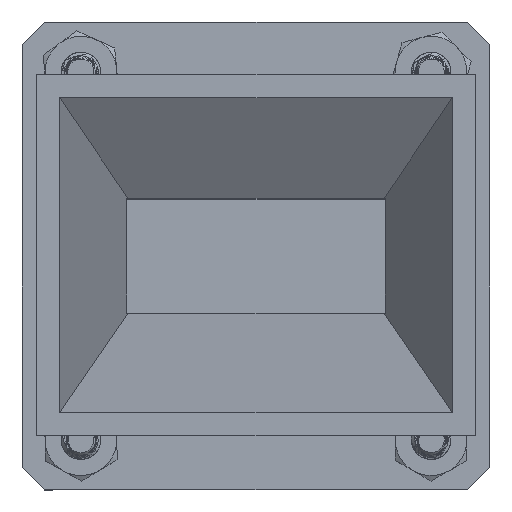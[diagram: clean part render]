
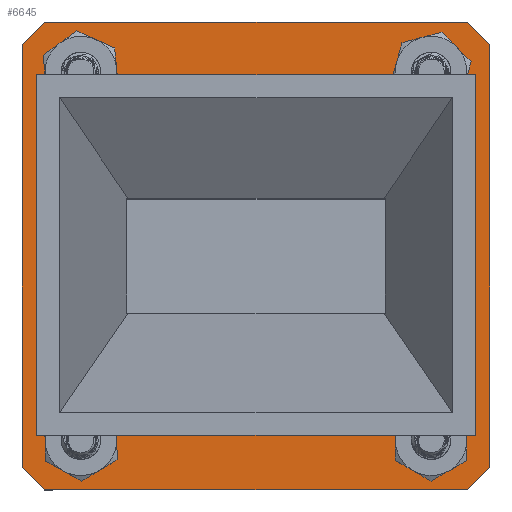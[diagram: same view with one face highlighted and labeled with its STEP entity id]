
A CAD part, top view. The second image highlights one B-rep face of the part: STEP entity #6645.
In plain terms, the highlighted planar face has unit normal (0, 0, 1).
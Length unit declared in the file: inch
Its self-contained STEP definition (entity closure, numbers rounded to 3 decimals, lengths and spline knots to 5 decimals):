
#86 = VECTOR ( 'NONE', #9698, 39.37008 ) ;
#135 = EDGE_LOOP ( 'NONE', ( #29624 ) ) ;
#414 = FACE_BOUND ( 'NONE', #37400, .T. ) ;
#470 = DIRECTION ( 'NONE',  ( 0., -1., 0. ) ) ;
#772 = CARTESIAN_POINT ( 'NONE',  ( 0.64016, -0.60984, 1.5748 ) ) ;
#928 = VERTEX_POINT ( 'NONE', #34333 ) ;
#1727 = DIRECTION ( 'NONE',  ( 0., 1., 0. ) ) ;
#3039 = EDGE_CURVE ( 'NONE', #39121, #928, #20399, .T. ) ;
#3430 = ORIENTED_EDGE ( 'NONE', *, *, #12916, .T. ) ;
#3577 = DIRECTION ( 'NONE',  ( -1., 0., 0. ) ) ;
#3723 = CARTESIAN_POINT ( 'NONE',  ( -0.29843, -0.81496, 1.5748 ) ) ;
#3896 = VECTOR ( 'NONE', #15694, 39.37008 ) ;
#4142 = AXIS2_PLACEMENT_3D ( 'NONE', #28405, #32117, #6526 ) ;
#4366 = DIRECTION ( 'NONE',  ( 1., 0., 0. ) ) ;
#4542 = ORIENTED_EDGE ( 'NONE', *, *, #9207, .T. ) ;
#4905 = VERTEX_POINT ( 'NONE', #30854 ) ;
#5290 = CARTESIAN_POINT ( 'NONE',  ( -0.35748, 0.60748, 1.5748 ) ) ;
#6327 = VERTEX_POINT ( 'NONE', #8454 ) ;
#6335 = VERTEX_POINT ( 'NONE', #30964 ) ;
#6388 = FACE_OUTER_BOUND ( 'NONE', #23599, .T. ) ;
#6467 = CIRCLE ( 'NONE', #22232, 0.08465 ) ;
#6526 = DIRECTION ( 'NONE',  ( -1., 0., 0. ) ) ;
#6645 = ADVANCED_FACE ( 'NONE', ( #37771, #34675, #414, #25364, #25564, #6388 ), #19588, .F. ) ;
#6770 = AXIS2_PLACEMENT_3D ( 'NONE', #23846, #23646, #33182 ) ;
#7547 = VERTEX_POINT ( 'NONE', #16850 ) ;
#7815 = ORIENTED_EDGE ( 'NONE', *, *, #25327, .T. ) ;
#7901 = AXIS2_PLACEMENT_3D ( 'NONE', #32176, #38177, #18975 ) ;
#7955 = VECTOR ( 'NONE', #1727, 39.37008 ) ;
#8211 = DIRECTION ( 'NONE',  ( -1., 0., 0. ) ) ;
#8324 = EDGE_CURVE ( 'NONE', #37047, #31358, #32486, .T. ) ;
#8454 = CARTESIAN_POINT ( 'NONE',  ( 0.81496, 0.73622, 1.5748 ) ) ;
#8620 = CARTESIAN_POINT ( 'NONE',  ( -0.64016, 0.60984, 1.5748 ) ) ;
#8660 = ORIENTED_EDGE ( 'NONE', *, *, #16298, .T. ) ;
#8686 = EDGE_LOOP ( 'NONE', ( #11843 ) ) ;
#8753 = VECTOR ( 'NONE', #24165, 39.37008 ) ;
#8821 = VERTEX_POINT ( 'NONE', #34018 ) ;
#9207 = EDGE_CURVE ( 'NONE', #6327, #38040, #37585, .T. ) ;
#9321 = CIRCLE ( 'NONE', #32399, 0.08465 ) ;
#9613 = VERTEX_POINT ( 'NONE', #13137 ) ;
#9698 = DIRECTION ( 'NONE',  ( -0.707, 0.707, 0. ) ) ;
#10476 = DIRECTION ( 'NONE',  ( 1., 0., 0. ) ) ;
#10814 = ORIENTED_EDGE ( 'NONE', *, *, #40802, .F. ) ;
#11088 = LINE ( 'NONE', #29913, #20804 ) ;
#11388 = VECTOR ( 'NONE', #34227, 39.37008 ) ;
#11565 = LINE ( 'NONE', #29978, #8753 ) ;
#11777 = EDGE_CURVE ( 'NONE', #8821, #8821, #22551, .T. ) ;
#11843 = ORIENTED_EDGE ( 'NONE', *, *, #34423, .T. ) ;
#11891 = ORIENTED_EDGE ( 'NONE', *, *, #31216, .F. ) ;
#12015 = CARTESIAN_POINT ( 'NONE',  ( 0.73622, -0.81496, 1.5748 ) ) ;
#12019 = ORIENTED_EDGE ( 'NONE', *, *, #40658, .F. ) ;
#12824 = VERTEX_POINT ( 'NONE', #39043 ) ;
#12837 = LINE ( 'NONE', #25433, #34466 ) ;
#12916 = EDGE_CURVE ( 'NONE', #9613, #4905, #34029, .T. ) ;
#12991 = CARTESIAN_POINT ( 'NONE',  ( 0.81496, 0.73622, 1.5748 ) ) ;
#13137 = CARTESIAN_POINT ( 'NONE',  ( -0.81496, -0.73622, 1.5748 ) ) ;
#13629 = ORIENTED_EDGE ( 'NONE', *, *, #31631, .T. ) ;
#13930 = VERTEX_POINT ( 'NONE', #33558 ) ;
#13978 = VERTEX_POINT ( 'NONE', #24000 ) ;
#14834 = VECTOR ( 'NONE', #4366, 39.37008 ) ;
#15694 = DIRECTION ( 'NONE',  ( -1., 0., 0. ) ) ;
#15748 = LINE ( 'NONE', #28550, #18381 ) ;
#16298 = EDGE_CURVE ( 'NONE', #30778, #13978, #11565, .T. ) ;
#16850 = CARTESIAN_POINT ( 'NONE',  ( 0.55551, 0.60984, 1.5748 ) ) ;
#17250 = ORIENTED_EDGE ( 'NONE', *, *, #11777, .T. ) ;
#17786 = ORIENTED_EDGE ( 'NONE', *, *, #3039, .T. ) ;
#17866 = CARTESIAN_POINT ( 'NONE',  ( -0.7248, 0.60984, 1.5748 ) ) ;
#18381 = VECTOR ( 'NONE', #3577, 39.37008 ) ;
#18786 = LINE ( 'NONE', #3723, #3896 ) ;
#18945 = CARTESIAN_POINT ( 'NONE',  ( -0.81496, -0.73622, 1.5748 ) ) ;
#18975 = DIRECTION ( 'NONE',  ( -1., 0., 0. ) ) ;
#19252 = EDGE_CURVE ( 'NONE', #6335, #12824, #12837, .T. ) ;
#19263 = CARTESIAN_POINT ( 'NONE',  ( 0.73622, 0.81496, 1.5748 ) ) ;
#19588 = PLANE ( 'NONE',  #7901 ) ;
#19725 = CARTESIAN_POINT ( 'NONE',  ( -0.81496, 0.54843, 1.5748 ) ) ;
#20022 = LINE ( 'NONE', #39240, #14834 ) ;
#20284 = CARTESIAN_POINT ( 'NONE',  ( -0.35748, -0.81496, 1.5748 ) ) ;
#20399 = LINE ( 'NONE', #39000, #33367 ) ;
#20804 = VECTOR ( 'NONE', #10476, 39.37008 ) ;
#21591 = EDGE_CURVE ( 'NONE', #7547, #7547, #37181, .T. ) ;
#22232 = AXIS2_PLACEMENT_3D ( 'NONE', #772, #25735, #22619 ) ;
#22551 = CIRCLE ( 'NONE', #6770, 0.08465 ) ;
#22619 = DIRECTION ( 'NONE',  ( -1., 0., 0. ) ) ;
#23163 = ORIENTED_EDGE ( 'NONE', *, *, #33503, .F. ) ;
#23190 = LINE ( 'NONE', #19725, #28055 ) ;
#23599 = EDGE_LOOP ( 'NONE', ( #10814, #17786, #23163, #3430, #11891, #8660, #12019, #4542 ) ) ;
#23646 = DIRECTION ( 'NONE',  ( 0., 0., -1. ) ) ;
#23846 = CARTESIAN_POINT ( 'NONE',  ( -0.64016, -0.60984, 1.5748 ) ) ;
#23877 = DIRECTION ( 'NONE',  ( 0., 0., -1. ) ) ;
#24000 = CARTESIAN_POINT ( 'NONE',  ( 0.81496, -0.73622, 1.5748 ) ) ;
#24165 = DIRECTION ( 'NONE',  ( 0.707, 0.707, 0. ) ) ;
#24246 = VERTEX_POINT ( 'NONE', #17866 ) ;
#25327 = EDGE_CURVE ( 'NONE', #31358, #6335, #11088, .T. ) ;
#25364 = FACE_BOUND ( 'NONE', #8686, .T. ) ;
#25433 = CARTESIAN_POINT ( 'NONE',  ( 0.35748, -0.81496, 1.5748 ) ) ;
#25564 = FACE_BOUND ( 'NONE', #135, .T. ) ;
#25735 = DIRECTION ( 'NONE',  ( 0., 0., -1. ) ) ;
#25910 = DIRECTION ( 'NONE',  ( 0., 1., 0. ) ) ;
#26182 = DIRECTION ( 'NONE',  ( -0.707, -0.707, 0. ) ) ;
#27746 = CARTESIAN_POINT ( 'NONE',  ( -0.35748, -0.60748, 1.5748 ) ) ;
#28055 = VECTOR ( 'NONE', #25910, 39.37008 ) ;
#28405 = CARTESIAN_POINT ( 'NONE',  ( 0.64016, 0.60984, 1.5748 ) ) ;
#28550 = CARTESIAN_POINT ( 'NONE',  ( -0.29843, -0.60748, 1.5748 ) ) ;
#28935 = CARTESIAN_POINT ( 'NONE',  ( 0.81496, -0.81496, 1.5748 ) ) ;
#29204 = EDGE_CURVE ( 'NONE', #13930, #13930, #6467, .T. ) ;
#29624 = ORIENTED_EDGE ( 'NONE', *, *, #29204, .T. ) ;
#29913 = CARTESIAN_POINT ( 'NONE',  ( -0.29843, 0.60748, 1.5748 ) ) ;
#29978 = CARTESIAN_POINT ( 'NONE',  ( 0.81496, -0.73622, 1.5748 ) ) ;
#30699 = ORIENTED_EDGE ( 'NONE', *, *, #8324, .T. ) ;
#30778 = VERTEX_POINT ( 'NONE', #12015 ) ;
#30854 = CARTESIAN_POINT ( 'NONE',  ( -0.73622, -0.81496, 1.5748 ) ) ;
#30964 = CARTESIAN_POINT ( 'NONE',  ( 0.35748, 0.60748, 1.5748 ) ) ;
#31216 = EDGE_CURVE ( 'NONE', #30778, #4905, #18786, .T. ) ;
#31358 = VERTEX_POINT ( 'NONE', #5290 ) ;
#31408 = ORIENTED_EDGE ( 'NONE', *, *, #21591, .T. ) ;
#31631 = EDGE_CURVE ( 'NONE', #12824, #37047, #15748, .T. ) ;
#32117 = DIRECTION ( 'NONE',  ( 0., 0., -1. ) ) ;
#32176 = CARTESIAN_POINT ( 'NONE',  ( -0.29843, -0.81496, 1.5748 ) ) ;
#32399 = AXIS2_PLACEMENT_3D ( 'NONE', #8620, #23877, #8211 ) ;
#32486 = LINE ( 'NONE', #20284, #7955 ) ;
#33182 = DIRECTION ( 'NONE',  ( -1., 0., 0. ) ) ;
#33367 = VECTOR ( 'NONE', #26182, 39.37008 ) ;
#33503 = EDGE_CURVE ( 'NONE', #9613, #928, #23190, .T. ) ;
#33558 = CARTESIAN_POINT ( 'NONE',  ( 0.55551, -0.60984, 1.5748 ) ) ;
#33937 = VECTOR ( 'NONE', #470, 39.37008 ) ;
#34018 = CARTESIAN_POINT ( 'NONE',  ( -0.7248, -0.60984, 1.5748 ) ) ;
#34029 = LINE ( 'NONE', #18945, #11388 ) ;
#34164 = EDGE_LOOP ( 'NONE', ( #36100, #13629, #30699, #7815 ) ) ;
#34227 = DIRECTION ( 'NONE',  ( 0.707, -0.707, 0. ) ) ;
#34333 = CARTESIAN_POINT ( 'NONE',  ( -0.81496, 0.73622, 1.5748 ) ) ;
#34423 = EDGE_CURVE ( 'NONE', #24246, #24246, #9321, .T. ) ;
#34466 = VECTOR ( 'NONE', #38055, 39.37008 ) ;
#34519 = LINE ( 'NONE', #28935, #33937 ) ;
#34675 = FACE_BOUND ( 'NONE', #38023, .T. ) ;
#36100 = ORIENTED_EDGE ( 'NONE', *, *, #19252, .T. ) ;
#37047 = VERTEX_POINT ( 'NONE', #27746 ) ;
#37181 = CIRCLE ( 'NONE', #4142, 0.08465 ) ;
#37400 = EDGE_LOOP ( 'NONE', ( #17250 ) ) ;
#37585 = LINE ( 'NONE', #12991, #86 ) ;
#37771 = FACE_BOUND ( 'NONE', #34164, .T. ) ;
#38023 = EDGE_LOOP ( 'NONE', ( #31408 ) ) ;
#38040 = VERTEX_POINT ( 'NONE', #19263 ) ;
#38055 = DIRECTION ( 'NONE',  ( 0., -1., 0. ) ) ;
#38177 = DIRECTION ( 'NONE',  ( 0., 0., -1. ) ) ;
#39000 = CARTESIAN_POINT ( 'NONE',  ( -0.73622, 0.81496, 1.5748 ) ) ;
#39043 = CARTESIAN_POINT ( 'NONE',  ( 0.35748, -0.60748, 1.5748 ) ) ;
#39121 = VERTEX_POINT ( 'NONE', #39599 ) ;
#39240 = CARTESIAN_POINT ( 'NONE',  ( 0.29843, 0.81496, 1.5748 ) ) ;
#39599 = CARTESIAN_POINT ( 'NONE',  ( -0.73622, 0.81496, 1.5748 ) ) ;
#40658 = EDGE_CURVE ( 'NONE', #6327, #13978, #34519, .T. ) ;
#40802 = EDGE_CURVE ( 'NONE', #39121, #38040, #20022, .T. ) ;
